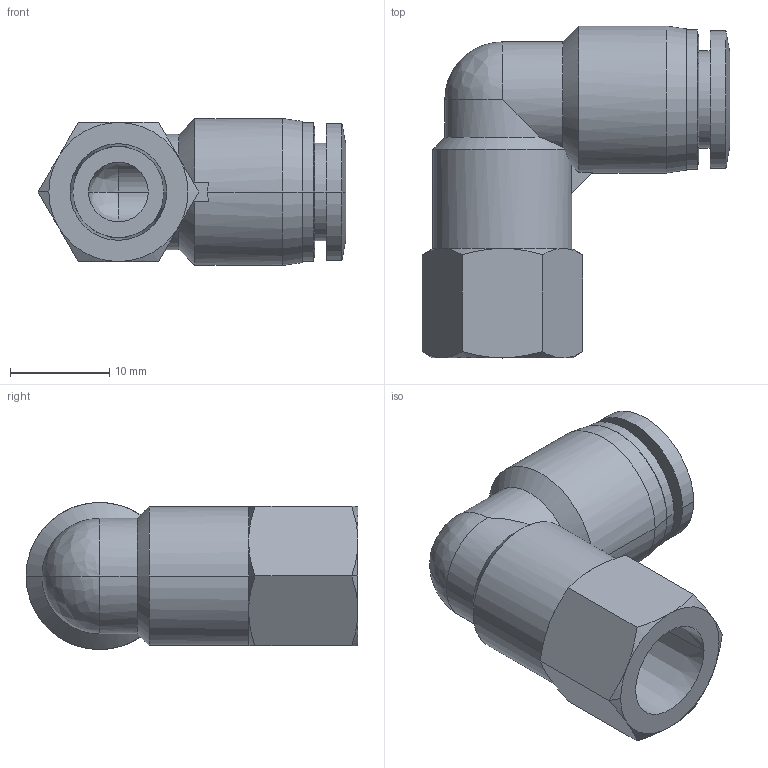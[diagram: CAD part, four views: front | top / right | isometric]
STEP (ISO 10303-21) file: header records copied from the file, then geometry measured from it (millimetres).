
FILE_DESCRIPTION (( 'STEP AP214' ), '1' );
FILE_NAME ('FE8M-18R.step', '2016-02-24T20:32:48', ( '' ), ( '' ), 'SwSTEP 2.0', 'SolidWorks 2015', '' );
FILE_SCHEMA (( 'AUTOMOTIVE_DESIGN' ));
Length unit declared in the file: inch
Products named in the file (1): FE8M-18R
Bounding box: 30.98 x 33.4 x 14.8 mm (x, y, z)
Volume: 4938.2 mm3; surface area: 3656.2 mm2
Topology: 1 solids, 1 shells, 66 faces, 153 edges, 90 vertices
Faces by surface type: cone 25, cylinder 19, plane 16, bspline 4, torus 2
Entity records: 2874 total; most frequent: CARTESIAN_POINT 544, DIRECTION 304, ORIENTED_EDGE 298, EDGE_CURVE 149, AXIS2_PLACEMENT_3D 132, VERTEX_POINT 90, EDGE_LOOP 73, CIRCLE 69
